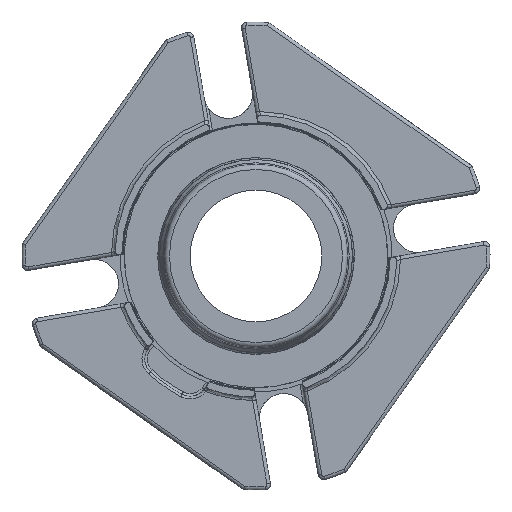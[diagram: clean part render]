
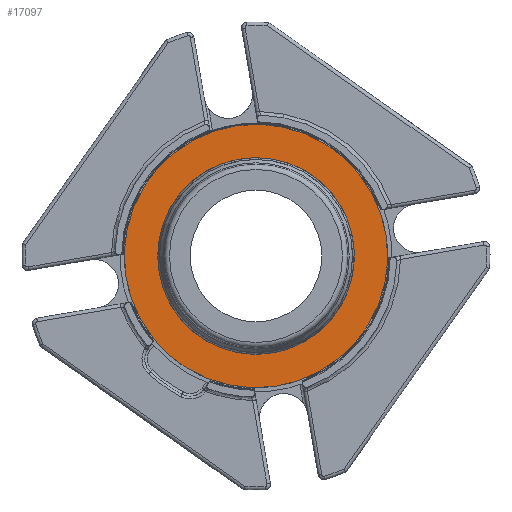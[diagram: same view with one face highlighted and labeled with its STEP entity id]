
A CAD part, front view. The second image highlights one B-rep face of the part: STEP entity #17097.
In plain terms, the highlighted planar face has unit normal (0, -1, 0).
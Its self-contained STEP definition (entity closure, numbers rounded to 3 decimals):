
#3454=PLANE('',#18899);
#8450=ORIENTED_EDGE('',*,*,#10992,.F.);
#8451=ORIENTED_EDGE('',*,*,#10991,.T.);
#10991=EDGE_CURVE('',#12580,#12580,#13462,.T.);
#10992=EDGE_CURVE('',#12581,#12581,#13463,.F.);
#12580=VERTEX_POINT('',#33642);
#12581=VERTEX_POINT('',#33645);
#13462=CIRCLE('',#18898,38.);
#13463=CIRCLE('',#18900,28.346);
#14564=EDGE_LOOP('',(#8450));
#14565=EDGE_LOOP('',(#8451));
#15690=FACE_BOUND('',#14564,.T.);
#15691=FACE_BOUND('',#14565,.T.);
#17097=ADVANCED_FACE('',(#15690,#15691),#3454,.F.);
#18898=AXIS2_PLACEMENT_3D('',#33641,#23624,#23625);
#18899=AXIS2_PLACEMENT_3D('',#33643,#23626,#23627);
#18900=AXIS2_PLACEMENT_3D('',#33644,#23628,#23629);
#23624=DIRECTION('',(0.,-1.,0.));
#23625=DIRECTION('',(0.376,0.,0.927));
#23626=DIRECTION('',(0.,1.,0.));
#23627=DIRECTION('',(-0.376,0.,-0.927));
#23628=DIRECTION('',(0.,1.,0.));
#23629=DIRECTION('',(-1.,0.,0.));
#33641=CARTESIAN_POINT('',(0.,39.572,0.));
#33642=CARTESIAN_POINT('',(14.274,39.572,35.217));
#33643=CARTESIAN_POINT('',(14.274,39.572,35.217));
#33644=CARTESIAN_POINT('',(0.,39.572,0.));
#33645=CARTESIAN_POINT('',(-28.346,39.572,0.));
